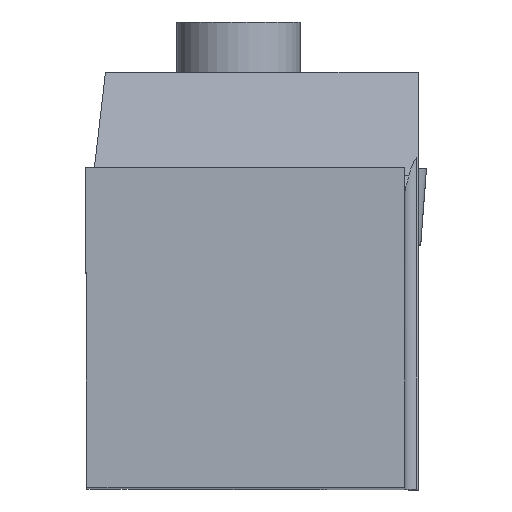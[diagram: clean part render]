
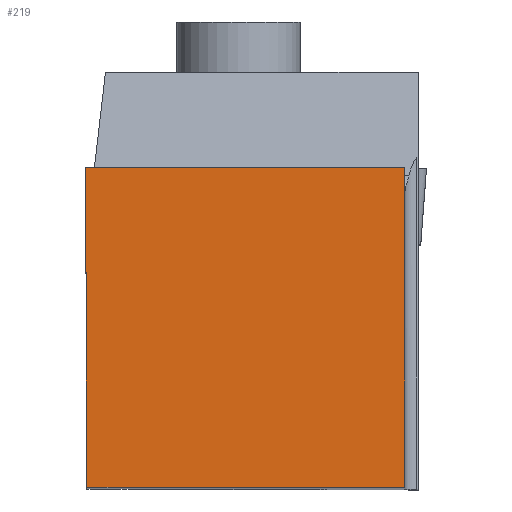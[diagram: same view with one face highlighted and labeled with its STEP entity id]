
A CAD part, top view. The second image highlights one B-rep face of the part: STEP entity #219.
In plain terms, the highlighted planar face has unit normal (0, 0, 1).
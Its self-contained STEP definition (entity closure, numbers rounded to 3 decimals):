
#156=FACE_OUTER_BOUND('',#604,.T.);
#219=ADVANCED_FACE('CU_BACK_SU1',(#156),#285,.F.);
#285=PLANE('',#1426);
#338=LINE('',#1921,#469);
#369=LINE('',#1986,#500);
#374=LINE('',#2009,#505);
#375=LINE('',#2010,#506);
#469=VECTOR('',#1554,1.);
#500=VECTOR('',#1601,1.);
#505=VECTOR('',#1614,1.);
#506=VECTOR('',#1615,1.);
#604=EDGE_LOOP('',(#741,#742,#743,#744));
#741=ORIENTED_EDGE('',*,*,#1165,.T.);
#742=ORIENTED_EDGE('',*,*,#1206,.T.);
#743=ORIENTED_EDGE('',*,*,#1199,.T.);
#744=ORIENTED_EDGE('',*,*,#1207,.F.);
#1042=VERTEX_POINT('',#1920);
#1043=VERTEX_POINT('',#1922);
#1068=VERTEX_POINT('',#1985);
#1069=VERTEX_POINT('',#1987);
#1165=EDGE_CURVE('',#1043,#1042,#338,.T.);
#1199=EDGE_CURVE('',#1069,#1068,#369,.T.);
#1206=EDGE_CURVE('',#1042,#1069,#374,.T.);
#1207=EDGE_CURVE('',#1043,#1068,#375,.T.);
#1426=AXIS2_PLACEMENT_3D('',#2011,#1616,#1617);
#1554=DIRECTION('',(1.,0.,0.));
#1601=DIRECTION('',(-1.,0.,0.));
#1614=DIRECTION('',(0.,1.,0.));
#1615=DIRECTION('',(-0.004,1.,0.));
#1616=DIRECTION('',(0.,0.,-1.));
#1617=DIRECTION('',(0.,-1.,0.));
#1920=CARTESIAN_POINT('',(31.85,0.,0.));
#1921=CARTESIAN_POINT('',(57.808,0.,0.));
#1922=CARTESIAN_POINT('',(0.139,0.,0.));
#1985=CARTESIAN_POINT('',(0.,31.85,0.));
#1986=CARTESIAN_POINT('',(57.808,31.85,0.));
#1987=CARTESIAN_POINT('',(31.85,31.85,0.));
#2009=CARTESIAN_POINT('',(31.85,51.85,0.));
#2010=CARTESIAN_POINT('',(-0.086,51.597,0.));
#2011=CARTESIAN_POINT('',(57.808,51.85,0.));
